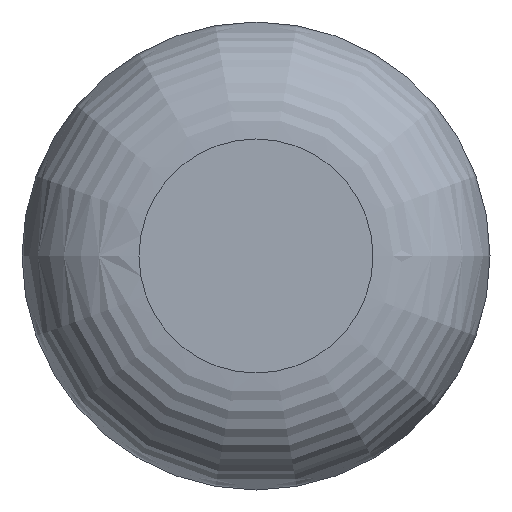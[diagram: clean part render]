
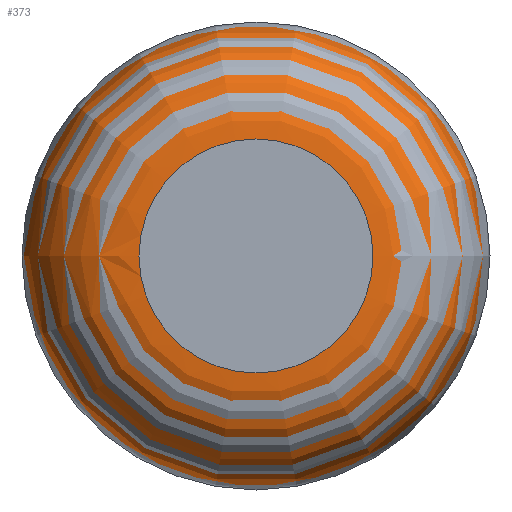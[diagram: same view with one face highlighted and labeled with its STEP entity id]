
A CAD part, front view. The second image highlights one B-rep face of the part: STEP entity #373.
In plain terms, the highlighted face is a revolution surface.
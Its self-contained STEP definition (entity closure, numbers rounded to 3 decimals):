
#304 = CYLINDRICAL_SURFACE('',#305,8.);
#305 = AXIS2_PLACEMENT_3D('',#306,#307,#308);
#306 = CARTESIAN_POINT('',(0.,94.218,0.));
#307 = DIRECTION('',(-0.,-1.,-0.));
#308 = DIRECTION('',(-1.,0.,0.));
#321 = VERTEX_POINT('',#322);
#322 = CARTESIAN_POINT('',(-8.,6.218,0.));
#343 = EDGE_CURVE('',#321,#321,#344,.T.);
#344 = SURFACE_CURVE('',#345,(#350,#357),.PCURVE_S1.);
#345 = CIRCLE('',#346,8.);
#346 = AXIS2_PLACEMENT_3D('',#347,#348,#349);
#347 = CARTESIAN_POINT('',(0.,6.218,0.));
#348 = DIRECTION('',(0.,1.,0.));
#349 = DIRECTION('',(-1.,0.,0.));
#350 = PCURVE('',#304,#351);
#351 = DEFINITIONAL_REPRESENTATION('',(#352),#356);
#352 = LINE('',#353,#354);
#353 = CARTESIAN_POINT('',(-0.,88.));
#354 = VECTOR('',#355,1.);
#355 = DIRECTION('',(-1.,0.));
#356 = ( GEOMETRIC_REPRESENTATION_CONTEXT(2) 
PARAMETRIC_REPRESENTATION_CONTEXT() REPRESENTATION_CONTEXT('2D SPACE',''
  ) );
#357 = PCURVE('',#358,#366);
#358 = SURFACE_OF_REVOLUTION('',#359,#363);
#359 = ( BOUNDED_CURVE() B_SPLINE_CURVE(2,(#360,#361,#362),
.UNSPECIFIED.,.F.,.F.) B_SPLINE_CURVE_WITH_KNOTS((3,3),(0.,
1.571),.PIECEWISE_BEZIER_KNOTS.) CURVE() 
GEOMETRIC_REPRESENTATION_ITEM() RATIONAL_B_SPLINE_CURVE((1.,
0.707,1.)) REPRESENTATION_ITEM('') );
#360 = CARTESIAN_POINT('',(-8.,6.218,0.));
#361 = CARTESIAN_POINT('',(-8.,2.218,0.));
#362 = CARTESIAN_POINT('',(-4.,2.218,0.));
#363 = AXIS1_PLACEMENT('',#364,#365);
#364 = CARTESIAN_POINT('',(0.,0.,0.));
#365 = DIRECTION('',(0.,1.,0.));
#366 = DEFINITIONAL_REPRESENTATION('',(#367),#371);
#367 = LINE('',#368,#369);
#368 = CARTESIAN_POINT('',(0.,0.));
#369 = VECTOR('',#370,1.);
#370 = DIRECTION('',(1.,0.));
#371 = ( GEOMETRIC_REPRESENTATION_CONTEXT(2) 
PARAMETRIC_REPRESENTATION_CONTEXT() REPRESENTATION_CONTEXT('2D SPACE',''
  ) );
#373 = ADVANCED_FACE('',(#374),#358,.F.);
#374 = FACE_BOUND('',#375,.F.);
#375 = EDGE_LOOP('',(#376,#377,#401,#432));
#376 = ORIENTED_EDGE('',*,*,#343,.T.);
#377 = ORIENTED_EDGE('',*,*,#378,.T.);
#378 = EDGE_CURVE('',#321,#379,#381,.T.);
#379 = VERTEX_POINT('',#380);
#380 = CARTESIAN_POINT('',(-4.,2.218,0.));
#381 = SEAM_CURVE('',#382,(#387,#394),.PCURVE_S1.);
#382 = CIRCLE('',#383,4.);
#383 = AXIS2_PLACEMENT_3D('',#384,#385,#386);
#384 = CARTESIAN_POINT('',(-4.,6.218,0.));
#385 = DIRECTION('',(0.,0.,1.));
#386 = DIRECTION('',(-1.,0.,0.));
#387 = PCURVE('',#358,#388);
#388 = DEFINITIONAL_REPRESENTATION('',(#389),#393);
#389 = LINE('',#390,#391);
#390 = CARTESIAN_POINT('',(0.,0.));
#391 = VECTOR('',#392,1.);
#392 = DIRECTION('',(0.,1.));
#393 = ( GEOMETRIC_REPRESENTATION_CONTEXT(2) 
PARAMETRIC_REPRESENTATION_CONTEXT() REPRESENTATION_CONTEXT('2D SPACE',''
  ) );
#394 = PCURVE('',#358,#395);
#395 = DEFINITIONAL_REPRESENTATION('',(#396),#400);
#396 = LINE('',#397,#398);
#397 = CARTESIAN_POINT('',(6.283,0.));
#398 = VECTOR('',#399,1.);
#399 = DIRECTION('',(0.,1.));
#400 = ( GEOMETRIC_REPRESENTATION_CONTEXT(2) 
PARAMETRIC_REPRESENTATION_CONTEXT() REPRESENTATION_CONTEXT('2D SPACE',''
  ) );
#401 = ORIENTED_EDGE('',*,*,#402,.F.);
#402 = EDGE_CURVE('',#379,#379,#403,.T.);
#403 = SURFACE_CURVE('',#404,(#409,#416),.PCURVE_S1.);
#404 = CIRCLE('',#405,4.);
#405 = AXIS2_PLACEMENT_3D('',#406,#407,#408);
#406 = CARTESIAN_POINT('',(0.,2.218,0.));
#407 = DIRECTION('',(0.,1.,0.));
#408 = DIRECTION('',(-1.,0.,0.));
#409 = PCURVE('',#358,#410);
#410 = DEFINITIONAL_REPRESENTATION('',(#411),#415);
#411 = LINE('',#412,#413);
#412 = CARTESIAN_POINT('',(0.,1.571));
#413 = VECTOR('',#414,1.);
#414 = DIRECTION('',(1.,0.));
#415 = ( GEOMETRIC_REPRESENTATION_CONTEXT(2) 
PARAMETRIC_REPRESENTATION_CONTEXT() REPRESENTATION_CONTEXT('2D SPACE',''
  ) );
#416 = PCURVE('',#417,#422);
#417 = PLANE('',#418);
#418 = AXIS2_PLACEMENT_3D('',#419,#420,#421);
#419 = CARTESIAN_POINT('',(0.,2.218,0.));
#420 = DIRECTION('',(-0.,-1.,-0.));
#421 = DIRECTION('',(1.,-0.,0.));
#422 = DEFINITIONAL_REPRESENTATION('',(#423),#431);
#423 = ( BOUNDED_CURVE() B_SPLINE_CURVE(2,(#424,#425,#426,#427,#428,#429
,#430),.UNSPECIFIED.,.T.,.F.) B_SPLINE_CURVE_WITH_KNOTS((3,2,2,3),(0.,
    2.094,4.189,6.283),
.PIECEWISE_BEZIER_KNOTS.) CURVE() GEOMETRIC_REPRESENTATION_ITEM() 
RATIONAL_B_SPLINE_CURVE((1.,0.5,1.,0.5,1.,0.5,1.)) REPRESENTATION_ITEM(
  '') );
#424 = CARTESIAN_POINT('',(-4.,0.));
#425 = CARTESIAN_POINT('',(-4.,6.928));
#426 = CARTESIAN_POINT('',(2.,3.464));
#427 = CARTESIAN_POINT('',(8.,0.));
#428 = CARTESIAN_POINT('',(2.,-3.464));
#429 = CARTESIAN_POINT('',(-4.,-6.928));
#430 = CARTESIAN_POINT('',(-4.,0.));
#431 = ( GEOMETRIC_REPRESENTATION_CONTEXT(2) 
PARAMETRIC_REPRESENTATION_CONTEXT() REPRESENTATION_CONTEXT('2D SPACE',''
  ) );
#432 = ORIENTED_EDGE('',*,*,#378,.F.);
